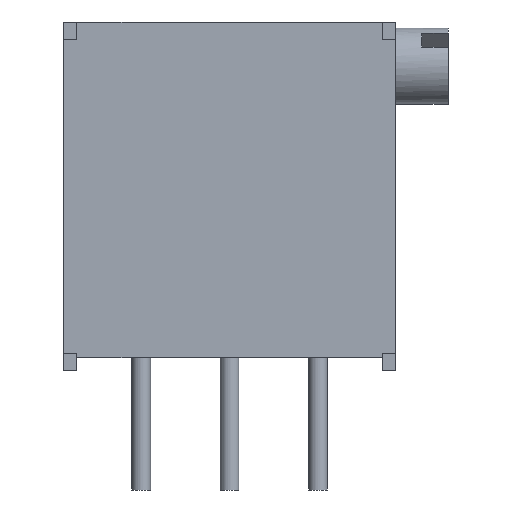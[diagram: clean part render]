
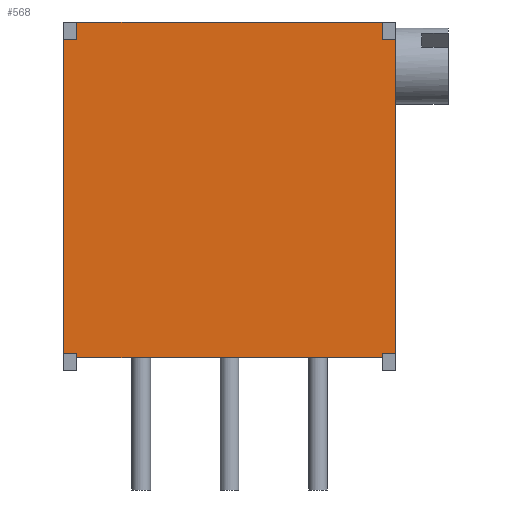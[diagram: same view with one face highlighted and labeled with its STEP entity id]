
A CAD part, front view. The second image highlights one B-rep face of the part: STEP entity #568.
In plain terms, the highlighted planar face has unit normal (0, -1, 0).
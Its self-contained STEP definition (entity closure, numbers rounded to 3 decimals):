
#23=LINE('',#849,#85);
#32=LINE('',#867,#94);
#36=LINE('',#875,#98);
#37=LINE('',#877,#99);
#38=LINE('',#879,#100);
#39=LINE('',#881,#101);
#40=LINE('',#883,#102);
#41=LINE('',#885,#103);
#42=LINE('',#887,#104);
#43=LINE('',#889,#105);
#44=LINE('',#891,#106);
#45=LINE('',#892,#107);
#85=VECTOR('',#703,0.12);
#94=VECTOR('',#716,0.38);
#98=VECTOR('',#724,9.03);
#99=VECTOR('',#725,0.38);
#100=VECTOR('',#726,0.5);
#101=VECTOR('',#727,8.77);
#102=VECTOR('',#728,0.5);
#103=VECTOR('',#729,0.38);
#104=VECTOR('',#730,9.03);
#105=VECTOR('',#731,0.38);
#106=VECTOR('',#732,0.12);
#107=VECTOR('',#733,8.77);
#167=PLANE('',#621);
#207=FACE_OUTER_BOUND('',#247,.T.);
#247=EDGE_LOOP('',(#454,#455,#456,#457,#458,#459,#460,#461,#462,#463,#464,
#465));
#289=VERTEX_POINT('',#847);
#290=VERTEX_POINT('',#848);
#297=VERTEX_POINT('',#866);
#299=VERTEX_POINT('',#874);
#300=VERTEX_POINT('',#876);
#301=VERTEX_POINT('',#878);
#302=VERTEX_POINT('',#880);
#303=VERTEX_POINT('',#882);
#304=VERTEX_POINT('',#884);
#305=VERTEX_POINT('',#886);
#306=VERTEX_POINT('',#888);
#307=VERTEX_POINT('',#890);
#344=EDGE_CURVE('',#289,#290,#23,.T.);
#353=EDGE_CURVE('',#290,#297,#32,.T.);
#357=EDGE_CURVE('',#297,#299,#36,.T.);
#358=EDGE_CURVE('',#299,#300,#37,.T.);
#359=EDGE_CURVE('',#300,#301,#38,.T.);
#360=EDGE_CURVE('',#301,#302,#39,.T.);
#361=EDGE_CURVE('',#303,#302,#40,.T.);
#362=EDGE_CURVE('',#304,#303,#41,.T.);
#363=EDGE_CURVE('',#305,#304,#42,.T.);
#364=EDGE_CURVE('',#305,#306,#43,.T.);
#365=EDGE_CURVE('',#306,#307,#44,.T.);
#366=EDGE_CURVE('',#307,#289,#45,.T.);
#454=ORIENTED_EDGE('',*,*,#344,.T.);
#455=ORIENTED_EDGE('',*,*,#353,.T.);
#456=ORIENTED_EDGE('',*,*,#357,.T.);
#457=ORIENTED_EDGE('',*,*,#358,.T.);
#458=ORIENTED_EDGE('',*,*,#359,.T.);
#459=ORIENTED_EDGE('',*,*,#360,.T.);
#460=ORIENTED_EDGE('',*,*,#361,.F.);
#461=ORIENTED_EDGE('',*,*,#362,.F.);
#462=ORIENTED_EDGE('',*,*,#363,.F.);
#463=ORIENTED_EDGE('',*,*,#364,.T.);
#464=ORIENTED_EDGE('',*,*,#365,.T.);
#465=ORIENTED_EDGE('',*,*,#366,.T.);
#568=ADVANCED_FACE('',(#207),#167,.T.);
#621=AXIS2_PLACEMENT_3D('',#873,#722,#723);
#703=DIRECTION('',(0.,0.,1.));
#716=DIRECTION('',(1.,0.,0.));
#722=DIRECTION('center_axis',(0.,-1.,0.));
#723=DIRECTION('ref_axis',(0.,0.,-1.));
#724=DIRECTION('',(0.,0.,1.));
#725=DIRECTION('',(-1.,0.,0.));
#726=DIRECTION('',(0.,0.,1.));
#727=DIRECTION('',(-1.,0.,0.));
#728=DIRECTION('',(0.,0.,1.));
#729=DIRECTION('',(1.,0.,0.));
#730=DIRECTION('',(0.,0.,1.));
#731=DIRECTION('',(1.,0.,0.));
#732=DIRECTION('',(0.,0.,-1.));
#733=DIRECTION('',(1.,0.,0.));
#847=CARTESIAN_POINT('',(4.385,-2.095,0.38));
#848=CARTESIAN_POINT('',(4.385,-2.095,0.5));
#849=CARTESIAN_POINT('',(4.385,-2.095,5.381));
#866=CARTESIAN_POINT('',(4.765,-2.095,0.5));
#867=CARTESIAN_POINT('',(-0.333,-2.095,0.5));
#873=CARTESIAN_POINT('Origin',(-5.241,-2.095,10.513));
#874=CARTESIAN_POINT('',(4.765,-2.095,9.53));
#875=CARTESIAN_POINT('',(4.765,-2.095,0.38));
#876=CARTESIAN_POINT('',(4.385,-2.095,9.53));
#877=CARTESIAN_POINT('',(-0.333,-2.095,9.53));
#878=CARTESIAN_POINT('',(4.385,-2.095,10.03));
#879=CARTESIAN_POINT('',(4.385,-2.095,10.146));
#880=CARTESIAN_POINT('',(-4.385,-2.095,10.03));
#881=CARTESIAN_POINT('',(4.765,-2.095,10.03));
#882=CARTESIAN_POINT('',(-4.385,-2.095,9.53));
#883=CARTESIAN_POINT('',(-4.385,-2.095,10.146));
#884=CARTESIAN_POINT('',(-4.765,-2.095,9.53));
#885=CARTESIAN_POINT('',(-4.908,-2.095,9.53));
#886=CARTESIAN_POINT('',(-4.765,-2.095,0.5));
#887=CARTESIAN_POINT('',(-4.765,-2.095,0.38));
#888=CARTESIAN_POINT('',(-4.385,-2.095,0.5));
#889=CARTESIAN_POINT('',(-4.908,-2.095,0.5));
#890=CARTESIAN_POINT('',(-4.385,-2.095,0.38));
#891=CARTESIAN_POINT('',(-4.385,-2.095,5.381));
#892=CARTESIAN_POINT('',(-4.765,-2.095,0.38));
